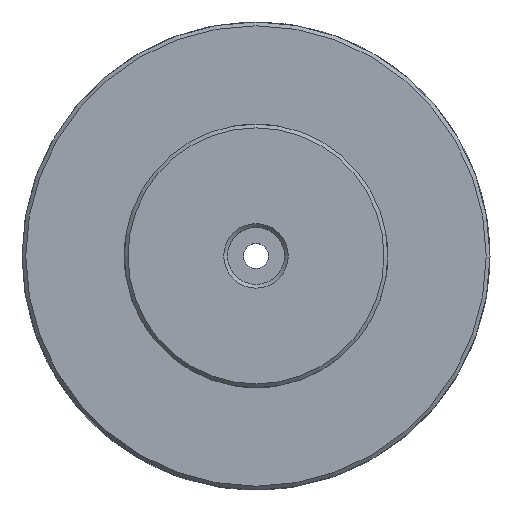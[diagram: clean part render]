
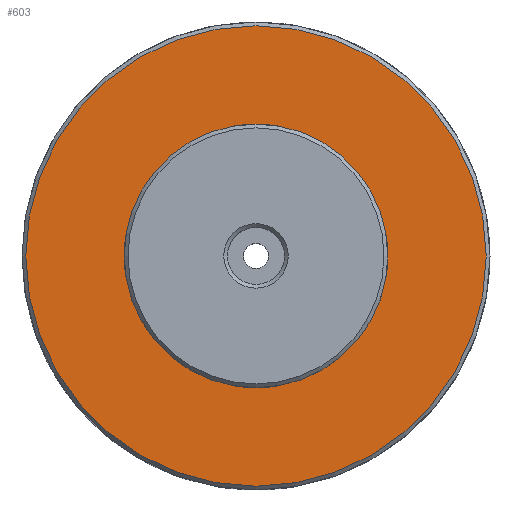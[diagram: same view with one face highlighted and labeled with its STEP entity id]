
A CAD part, top view. The second image highlights one B-rep face of the part: STEP entity #603.
In plain terms, the highlighted planar face has unit normal (0, 0, 1).
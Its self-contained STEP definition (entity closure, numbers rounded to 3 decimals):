
#140=FACE_BOUND('',#184,.T.);
#147=FACE_OUTER_BOUND('',#183,.T.);
#183=EDGE_LOOP('',(#408));
#184=EDGE_LOOP('',(#409));
#226=CIRCLE('',#654,60.7);
#227=CIRCLE('',#655,34.75);
#255=VERTEX_POINT('',#880);
#256=VERTEX_POINT('',#882);
#317=EDGE_CURVE('',#255,#255,#226,.T.);
#318=EDGE_CURVE('',#256,#256,#227,.T.);
#408=ORIENTED_EDGE('',*,*,#317,.T.);
#409=ORIENTED_EDGE('',*,*,#318,.F.);
#590=PLANE('',#653);
#603=ADVANCED_FACE('',(#147,#140),#590,.T.);
#653=AXIS2_PLACEMENT_3D('',#879,#716,#717);
#654=AXIS2_PLACEMENT_3D('',#881,#718,#719);
#655=AXIS2_PLACEMENT_3D('',#883,#720,#721);
#716=DIRECTION('center_axis',(0.,0.,1.));
#717=DIRECTION('ref_axis',(1.,0.,0.));
#718=DIRECTION('center_axis',(0.,0.,1.));
#719=DIRECTION('ref_axis',(1.,0.,0.));
#720=DIRECTION('center_axis',(0.,0.,1.));
#721=DIRECTION('ref_axis',(1.,0.,0.));
#879=CARTESIAN_POINT('Origin',(0.,0.,0.));
#880=CARTESIAN_POINT('',(60.7,0.,0.));
#881=CARTESIAN_POINT('Origin',(0.,0.,0.));
#882=CARTESIAN_POINT('',(34.75,0.,0.));
#883=CARTESIAN_POINT('Origin',(0.,0.,0.));
